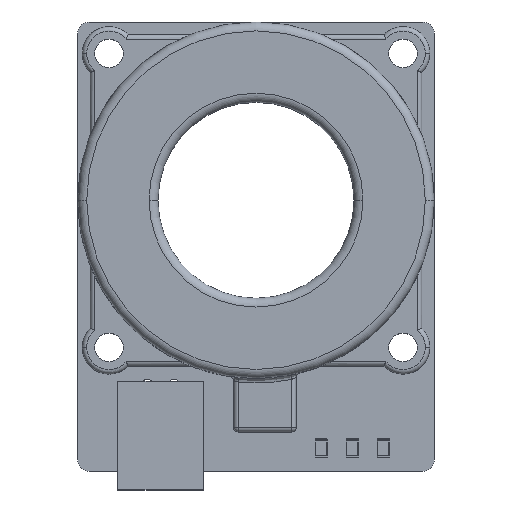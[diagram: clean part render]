
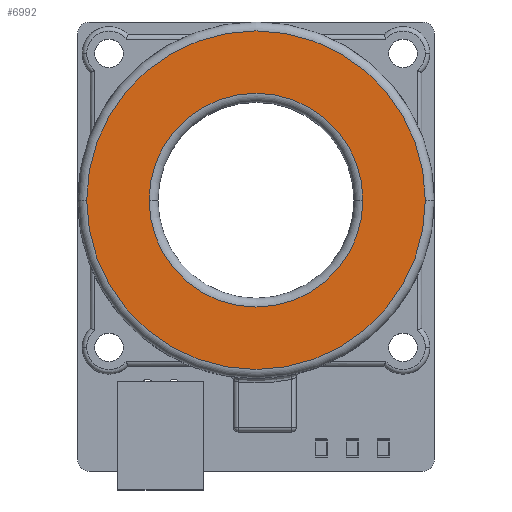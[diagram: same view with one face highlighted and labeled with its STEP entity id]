
A CAD part, top view. The second image highlights one B-rep face of the part: STEP entity #6992.
In plain terms, the highlighted planar face has unit normal (0, 0, 1).
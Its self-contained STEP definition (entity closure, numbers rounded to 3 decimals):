
#4842 = VERTEX_POINT('',#4843);
#4843 = CARTESIAN_POINT('',(43.3,59.,
    18.));
#4850 = EDGE_CURVE('',#4851,#4842,#4853,.T.);
#4851 = VERTEX_POINT('',#4852);
#4852 = CARTESIAN_POINT('',(81.3,59.,
    18.));
#4853 = CIRCLE('',#4854,19.);
#4854 = AXIS2_PLACEMENT_3D('',#4855,#4856,#4857);
#4855 = CARTESIAN_POINT('',(62.3,59.,
    18.));
#4856 = DIRECTION('',(0.,0.,1.));
#4857 = DIRECTION('',(1.,0.,0.));
#6992 = ADVANCED_FACE('',(#6993,#7013),#7023,.T.);
#6993 = FACE_BOUND('',#6994,.T.);
#6994 = EDGE_LOOP('',(#6995,#7006));
#6995 = ORIENTED_EDGE('',*,*,#6996,.F.);
#6996 = EDGE_CURVE('',#6997,#6999,#7001,.T.);
#6997 = VERTEX_POINT('',#6998);
#6998 = CARTESIAN_POINT('',(50.3,59.,
    18.));
#6999 = VERTEX_POINT('',#7000);
#7000 = CARTESIAN_POINT('',(74.3,59.,
    18.));
#7001 = CIRCLE('',#7002,12.);
#7002 = AXIS2_PLACEMENT_3D('',#7003,#7004,#7005);
#7003 = CARTESIAN_POINT('',(62.3,59.,
    18.));
#7004 = DIRECTION('',(0.,0.,1.));
#7005 = DIRECTION('',(1.,0.,0.));
#7006 = ORIENTED_EDGE('',*,*,#7007,.F.);
#7007 = EDGE_CURVE('',#6999,#6997,#7008,.T.);
#7008 = CIRCLE('',#7009,12.);
#7009 = AXIS2_PLACEMENT_3D('',#7010,#7011,#7012);
#7010 = CARTESIAN_POINT('',(62.3,59.,
    18.));
#7011 = DIRECTION('',(0.,0.,1.));
#7012 = DIRECTION('',(1.,0.,0.));
#7013 = FACE_BOUND('',#7014,.T.);
#7014 = EDGE_LOOP('',(#7015,#7016));
#7015 = ORIENTED_EDGE('',*,*,#4850,.T.);
#7016 = ORIENTED_EDGE('',*,*,#7017,.T.);
#7017 = EDGE_CURVE('',#4842,#4851,#7018,.T.);
#7018 = CIRCLE('',#7019,19.);
#7019 = AXIS2_PLACEMENT_3D('',#7020,#7021,#7022);
#7020 = CARTESIAN_POINT('',(62.3,59.,
    18.));
#7021 = DIRECTION('',(0.,0.,1.));
#7022 = DIRECTION('',(1.,0.,0.));
#7023 = PLANE('',#7024);
#7024 = AXIS2_PLACEMENT_3D('',#7025,#7026,#7027);
#7025 = CARTESIAN_POINT('',(42.448,39.113,
    18.));
#7026 = DIRECTION('',(0.,0.,1.));
#7027 = DIRECTION('',(1.,0.,0.));
